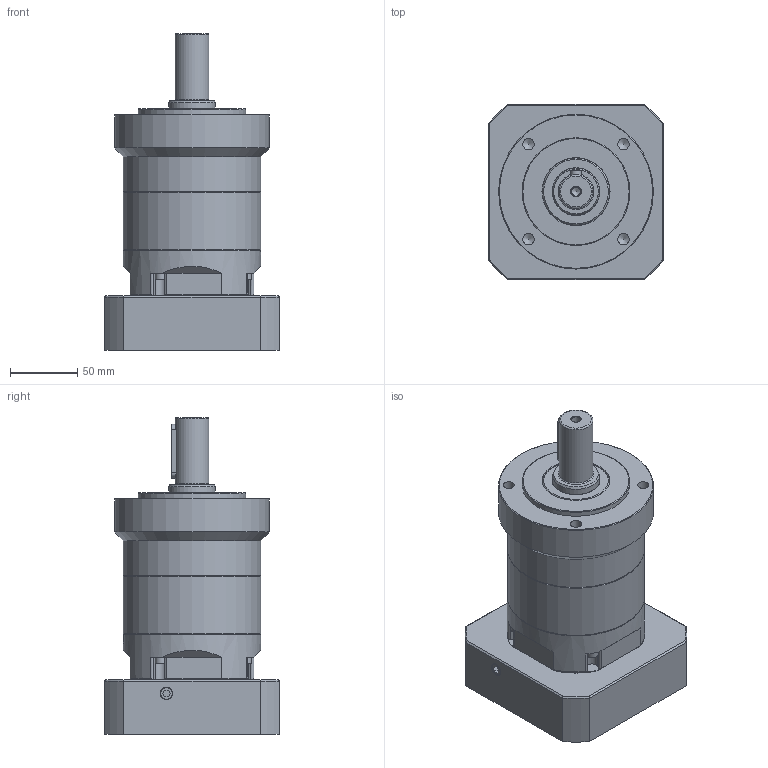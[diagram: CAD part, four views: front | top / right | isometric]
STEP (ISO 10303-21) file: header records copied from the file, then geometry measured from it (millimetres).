
FILE_DESCRIPTION((''),'2;1');
FILE_NAME('KSN115-2 (S24).stp','2013-12-09T16:47:18',('young'),(''),'Autodesk Inventor 2012','Autodesk Inventor 2012','');
FILE_SCHEMA(('AUTOMOTIVE_DESIGN { 1 0 10303 214 1 1 1 1 }'));
Length unit declared in the file: millimetre
Products named in the file (1): KSN115-2 (S24)
Bounding box: 130 x 130 x 235.5 mm (x, y, z)
Volume: 1068976.1 mm3; surface area: 248309.9 mm2
Topology: 20 solids, 20 shells, 628 faces, 1456 edges, 921 vertices
Faces by surface type: plane 311, cylinder 161, cone 131, torus 19, bspline 6
Full cylindrical faces by diameter (mm): 4.2 x4, 5 x9, 5.1 x4, 5.5 x8, 5.752 x6, 6 x5, 6.5 x1, 6.8 x9, 8.433 x2, 8.5 x8, 9.5 x2, 10 x5, 17 x1, 22 x1, 23.2 x1, 24 x1, 24.9 x1, 25 x2, 28.4 x1, 29.8 x1, 34.8 x1, 35 x3, 37 x1, 39 x1, 41 x1, 42 x1, 45 x2, 48 x2, 50 x3, 62 x2
Entity records: 17225 total; most frequent: CARTESIAN_POINT 3775, DIRECTION 2903, ORIENTED_EDGE 2346, AXIS2_PLACEMENT_3D 1200, EDGE_CURVE 1173, EDGE_LOOP 965, VERTEX_POINT 858, FACE_OUTER_BOUND 628
